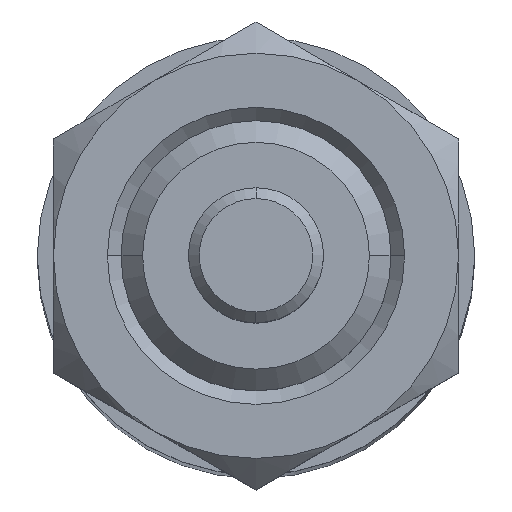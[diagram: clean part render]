
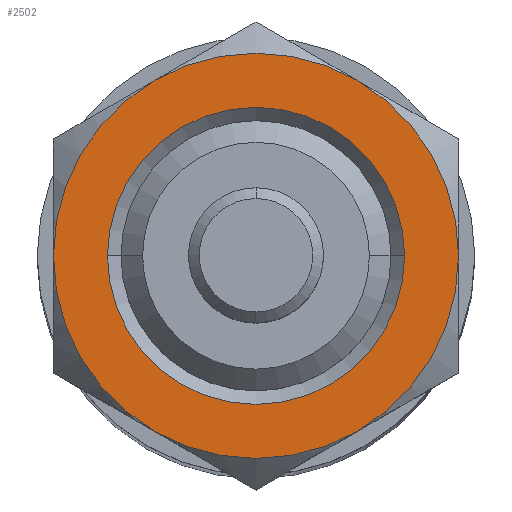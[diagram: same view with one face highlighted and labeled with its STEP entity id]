
A CAD part, top view. The second image highlights one B-rep face of the part: STEP entity #2502.
In plain terms, the highlighted planar face has unit normal (0, 0, 1).
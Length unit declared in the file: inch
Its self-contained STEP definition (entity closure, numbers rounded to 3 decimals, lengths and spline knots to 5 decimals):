
#15 = CARTESIAN_POINT ( 'NONE',  ( 0., 0., 0.155 ) ) ;
#32 = EDGE_CURVE ( 'NONE', #414, #2524, #68, .T. ) ;
#68 = CIRCLE ( 'NONE', #173, 0.375 ) ;
#74 = AXIS2_PLACEMENT_3D ( 'NONE', #15, #1408, #207 ) ;
#75 = EDGE_LOOP ( 'NONE', ( #1653, #2388, #1817, #747, #1032, #362 ) ) ;
#85 = CARTESIAN_POINT ( 'NONE',  ( -0.1875, -0.32476, 0.155 ) ) ;
#132 = DIRECTION ( 'NONE',  ( 0., 0., 1. ) ) ;
#136 = CARTESIAN_POINT ( 'NONE',  ( -0.1875, 0.32476, 0.155 ) ) ;
#156 = ORIENTED_EDGE ( 'NONE', *, *, #1365, .T. ) ;
#173 = AXIS2_PLACEMENT_3D ( 'NONE', #174, #1571, #363 ) ;
#174 = CARTESIAN_POINT ( 'NONE',  ( 0., 0., 0.155 ) ) ;
#187 = CARTESIAN_POINT ( 'NONE',  ( 0.275, 0., 0.155 ) ) ;
#207 = DIRECTION ( 'NONE',  ( 1., 0., 0. ) ) ;
#279 = CARTESIAN_POINT ( 'NONE',  ( -0.275, 0., 0.155 ) ) ;
#334 = CIRCLE ( 'NONE', #1810, 0.375 ) ;
#338 = FACE_OUTER_BOUND ( 'NONE', #75, .T. ) ;
#362 = ORIENTED_EDGE ( 'NONE', *, *, #1412, .T. ) ;
#363 = DIRECTION ( 'NONE',  ( 1., 0., 0. ) ) ;
#414 = VERTEX_POINT ( 'NONE', #1323 ) ;
#415 = EDGE_CURVE ( 'NONE', #2281, #1155, #2417, .T. ) ;
#511 = AXIS2_PLACEMENT_3D ( 'NONE', #914, #2286, #1125 ) ;
#605 = VERTEX_POINT ( 'NONE', #279 ) ;
#650 = CARTESIAN_POINT ( 'NONE',  ( -0.375, 0.21651, 0.155 ) ) ;
#716 = CARTESIAN_POINT ( 'NONE',  ( 0., 0., 0.155 ) ) ;
#747 = ORIENTED_EDGE ( 'NONE', *, *, #1229, .T. ) ;
#892 = VERTEX_POINT ( 'NONE', #136 ) ;
#909 = AXIS2_PLACEMENT_3D ( 'NONE', #2295, #1135, #2492 ) ;
#914 = CARTESIAN_POINT ( 'NONE',  ( 0., 0., 0.155 ) ) ;
#921 = DIRECTION ( 'NONE',  ( 1., 0., 0. ) ) ;
#934 = DIRECTION ( 'NONE',  ( 0., 0., 1. ) ) ;
#991 = CIRCLE ( 'NONE', #511, 0.275 ) ;
#1032 = ORIENTED_EDGE ( 'NONE', *, *, #32, .T. ) ;
#1063 = PLANE ( 'NONE',  #1269 ) ;
#1102 = FACE_BOUND ( 'NONE', #1982, .T. ) ;
#1125 = DIRECTION ( 'NONE',  ( 1., 0., 0. ) ) ;
#1135 = DIRECTION ( 'NONE',  ( 0., 0., 1. ) ) ;
#1144 = DIRECTION ( 'NONE',  ( 0., 0., 1. ) ) ;
#1155 = VERTEX_POINT ( 'NONE', #1480 ) ;
#1201 = AXIS2_PLACEMENT_3D ( 'NONE', #2116, #934, #2306 ) ;
#1229 = EDGE_CURVE ( 'NONE', #892, #414, #1695, .T. ) ;
#1265 = DIRECTION ( 'NONE',  ( 1., 0., 0. ) ) ;
#1269 = AXIS2_PLACEMENT_3D ( 'NONE', #650, #2425, #1265 ) ;
#1320 = CIRCLE ( 'NONE', #1201, 0.375 ) ;
#1323 = CARTESIAN_POINT ( 'NONE',  ( -0.375, 0., 0.155 ) ) ;
#1332 = CARTESIAN_POINT ( 'NONE',  ( 0., 0., 0.155 ) ) ;
#1365 = EDGE_CURVE ( 'NONE', #605, #2367, #991, .T. ) ;
#1376 = EDGE_CURVE ( 'NONE', #2098, #2281, #1397, .T. ) ;
#1397 = CIRCLE ( 'NONE', #909, 0.375 ) ;
#1408 = DIRECTION ( 'NONE',  ( 0., 0., -1. ) ) ;
#1412 = EDGE_CURVE ( 'NONE', #2524, #2098, #1320, .T. ) ;
#1480 = CARTESIAN_POINT ( 'NONE',  ( 0.1875, 0.32476, 0.155 ) ) ;
#1512 = AXIS2_PLACEMENT_3D ( 'NONE', #2303, #1144, #2505 ) ;
#1527 = DIRECTION ( 'NONE',  ( 1., 0., 0. ) ) ;
#1542 = ORIENTED_EDGE ( 'NONE', *, *, #2450, .T. ) ;
#1571 = DIRECTION ( 'NONE',  ( 0., 0., 1. ) ) ;
#1653 = ORIENTED_EDGE ( 'NONE', *, *, #1376, .T. ) ;
#1671 = EDGE_CURVE ( 'NONE', #1155, #892, #334, .T. ) ;
#1695 = CIRCLE ( 'NONE', #1512, 0.375 ) ;
#1810 = AXIS2_PLACEMENT_3D ( 'NONE', #1332, #132, #1527 ) ;
#1817 = ORIENTED_EDGE ( 'NONE', *, *, #1671, .T. ) ;
#1928 = CARTESIAN_POINT ( 'NONE',  ( 0.375, 0., 0.155 ) ) ;
#1982 = EDGE_LOOP ( 'NONE', ( #1542, #156 ) ) ;
#2098 = VERTEX_POINT ( 'NONE', #2188 ) ;
#2105 = DIRECTION ( 'NONE',  ( 0., 0., 1. ) ) ;
#2116 = CARTESIAN_POINT ( 'NONE',  ( 0., 0., 0.155 ) ) ;
#2188 = CARTESIAN_POINT ( 'NONE',  ( 0.1875, -0.32476, 0.155 ) ) ;
#2281 = VERTEX_POINT ( 'NONE', #1928 ) ;
#2286 = DIRECTION ( 'NONE',  ( 0., 0., -1. ) ) ;
#2295 = CARTESIAN_POINT ( 'NONE',  ( 0., 0., 0.155 ) ) ;
#2303 = CARTESIAN_POINT ( 'NONE',  ( 0., 0., 0.155 ) ) ;
#2306 = DIRECTION ( 'NONE',  ( 1., 0., 0. ) ) ;
#2367 = VERTEX_POINT ( 'NONE', #187 ) ;
#2388 = ORIENTED_EDGE ( 'NONE', *, *, #415, .T. ) ;
#2417 = CIRCLE ( 'NONE', #2463, 0.375 ) ;
#2425 = DIRECTION ( 'NONE',  ( 0., 0., 1. ) ) ;
#2450 = EDGE_CURVE ( 'NONE', #2367, #605, #2497, .T. ) ;
#2463 = AXIS2_PLACEMENT_3D ( 'NONE', #716, #2105, #921 ) ;
#2492 = DIRECTION ( 'NONE',  ( 1., 0., 0. ) ) ;
#2497 = CIRCLE ( 'NONE', #74, 0.275 ) ;
#2502 = ADVANCED_FACE ( 'NONE', ( #1102, #338 ), #1063, .T. ) ;
#2505 = DIRECTION ( 'NONE',  ( 1., 0., 0. ) ) ;
#2524 = VERTEX_POINT ( 'NONE', #85 ) ;
